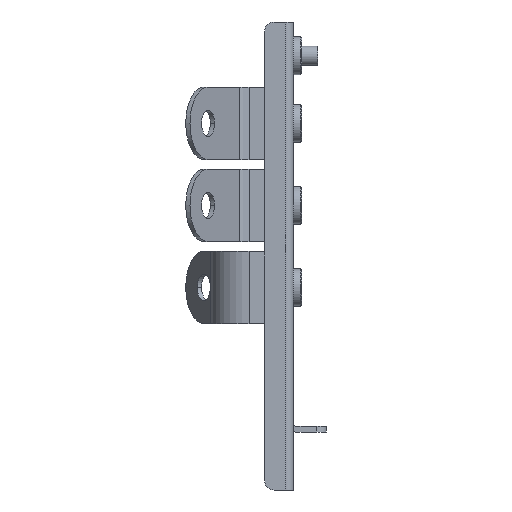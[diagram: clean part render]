
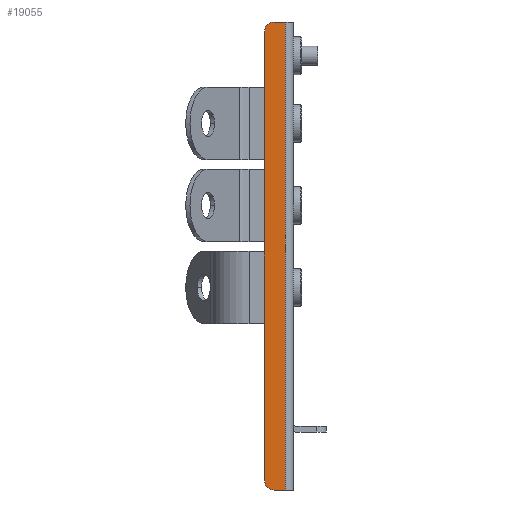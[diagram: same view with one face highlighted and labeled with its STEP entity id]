
A CAD part, left-side view. The second image highlights one B-rep face of the part: STEP entity #19055.
In plain terms, the highlighted planar face has unit normal (-1, 0, 0).
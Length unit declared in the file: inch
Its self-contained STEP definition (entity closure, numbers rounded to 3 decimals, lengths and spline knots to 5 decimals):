
#113 = CARTESIAN_POINT ( 'NONE',  ( 0.0315, 0.06693, -3.8189 ) ) ;
#774 = DIRECTION ( 'NONE',  ( 0., -1., 0. ) ) ;
#945 = CARTESIAN_POINT ( 'NONE',  ( 0.0315, 0.06693, -3.8189 ) ) ;
#1172 = CARTESIAN_POINT ( 'NONE',  ( 0.0315, 0.23622, -3.74016 ) ) ;
#1677 = CARTESIAN_POINT ( 'NONE',  ( 0.0315, 0.15748, 0. ) ) ;
#2047 = DIRECTION ( 'NONE',  ( -1., 0., 0. ) ) ;
#2120 = ORIENTED_EDGE ( 'NONE', *, *, #4902, .T. ) ;
#2460 = ORIENTED_EDGE ( 'NONE', *, *, #15865, .T. ) ;
#2462 = CARTESIAN_POINT ( 'NONE',  ( 0.0315, 0.23622, -0.07874 ) ) ;
#3160 = VECTOR ( 'NONE', #19478, 39.37008 ) ;
#3377 = VECTOR ( 'NONE', #14422, 39.37008 ) ;
#3612 = DIRECTION ( 'NONE',  ( -1., 0., 0. ) ) ;
#3988 = EDGE_CURVE ( 'NONE', #12663, #6683, #4100, .T. ) ;
#4034 = VERTEX_POINT ( 'NONE', #2462 ) ;
#4100 = LINE ( 'NONE', #945, #3377 ) ;
#4902 = EDGE_CURVE ( 'NONE', #8429, #8813, #12360, .T. ) ;
#5249 = ORIENTED_EDGE ( 'NONE', *, *, #16230, .T. ) ;
#5358 = EDGE_CURVE ( 'NONE', #16941, #4034, #17542, .T. ) ;
#5855 = ORIENTED_EDGE ( 'NONE', *, *, #9041, .T. ) ;
#6683 = VERTEX_POINT ( 'NONE', #113 ) ;
#7346 = CARTESIAN_POINT ( 'NONE',  ( 0.0315, 0.06693, 0. ) ) ;
#7807 = ORIENTED_EDGE ( 'NONE', *, *, #5358, .T. ) ;
#7832 = DIRECTION ( 'NONE',  ( 0., 1., 0. ) ) ;
#7961 = DIRECTION ( 'NONE',  ( 0., 0., 1. ) ) ;
#8429 = VERTEX_POINT ( 'NONE', #1172 ) ;
#8813 = VERTEX_POINT ( 'NONE', #14045 ) ;
#9041 = EDGE_CURVE ( 'NONE', #4034, #8429, #13842, .T. ) ;
#9520 = DIRECTION ( 'NONE',  ( -1., 0., 0. ) ) ;
#9825 = DIRECTION ( 'NONE',  ( 0., 0., 1. ) ) ;
#10030 = VECTOR ( 'NONE', #7832, 39.37008 ) ;
#10639 = CARTESIAN_POINT ( 'NONE',  ( 0.0315, 0.02362, 0. ) ) ;
#10782 = FACE_OUTER_BOUND ( 'NONE', #13678, .T. ) ;
#11626 = AXIS2_PLACEMENT_3D ( 'NONE', #12413, #9520, #7961 ) ;
#11728 = AXIS2_PLACEMENT_3D ( 'NONE', #15838, #2047, #15574 ) ;
#11915 = CARTESIAN_POINT ( 'NONE',  ( 0.0315, 0.23622, -2.91153 ) ) ;
#12316 = LINE ( 'NONE', #15844, #13465 ) ;
#12360 = CIRCLE ( 'NONE', #19487, 0.07874 ) ;
#12413 = CARTESIAN_POINT ( 'NONE',  ( 0.0315, 0.15748, -0.07874 ) ) ;
#12622 = LINE ( 'NONE', #10639, #10030 ) ;
#12663 = VERTEX_POINT ( 'NONE', #7346 ) ;
#13465 = VECTOR ( 'NONE', #774, 39.37008 ) ;
#13678 = EDGE_LOOP ( 'NONE', ( #5249, #15975, #2460, #7807, #5855, #2120 ) ) ;
#13842 = LINE ( 'NONE', #11915, #3160 ) ;
#14045 = CARTESIAN_POINT ( 'NONE',  ( 0.0315, 0.15748, -3.8189 ) ) ;
#14422 = DIRECTION ( 'NONE',  ( 0., 0., -1. ) ) ;
#15574 = DIRECTION ( 'NONE',  ( 0., 0., 1. ) ) ;
#15838 = CARTESIAN_POINT ( 'NONE',  ( 0.0315, 0., -2.91153 ) ) ;
#15844 = CARTESIAN_POINT ( 'NONE',  ( 0.0315, 0.02362, -3.8189 ) ) ;
#15865 = EDGE_CURVE ( 'NONE', #12663, #16941, #12622, .T. ) ;
#15882 = CARTESIAN_POINT ( 'NONE',  ( 0.0315, 0.15748, -3.74016 ) ) ;
#15975 = ORIENTED_EDGE ( 'NONE', *, *, #3988, .F. ) ;
#16230 = EDGE_CURVE ( 'NONE', #8813, #6683, #12316, .T. ) ;
#16941 = VERTEX_POINT ( 'NONE', #1677 ) ;
#17247 = PLANE ( 'NONE',  #11728 ) ;
#17542 = CIRCLE ( 'NONE', #11626, 0.07874 ) ;
#19055 = ADVANCED_FACE ( 'NONE', ( #10782 ), #17247, .T. ) ;
#19478 = DIRECTION ( 'NONE',  ( 0., 0., -1. ) ) ;
#19487 = AXIS2_PLACEMENT_3D ( 'NONE', #15882, #3612, #9825 ) ;
